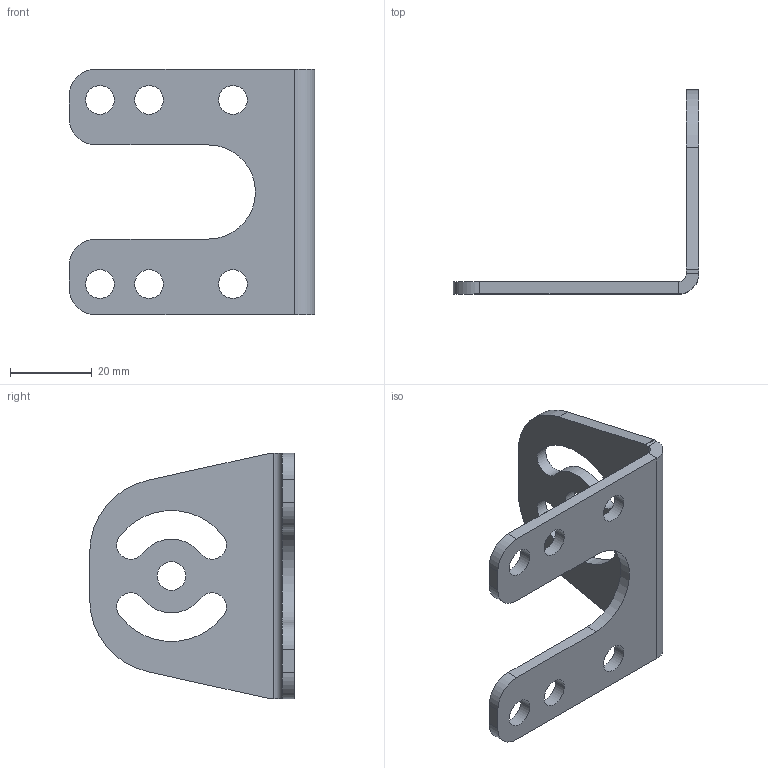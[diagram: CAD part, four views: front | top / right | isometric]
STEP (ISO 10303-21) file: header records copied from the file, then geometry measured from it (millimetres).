
FILE_DESCRIPTION((''),'2;1');
FILE_NAME('173684_ASM','2013-08-22T',('pdmadmin'),(''),'PRO/ENGINEER BY PARAMETRIC TECHNOLOGY CORPORATION, 2012300','PRO/ENGINEER BY PARAMETRIC TECHNOLOGY CORPORATION, 2012300','');
FILE_SCHEMA(('CONFIG_CONTROL_DESIGN'));
Length unit declared in the file: millimetre
Products named in the file (2): 170287; 173684_ASM
Assembly tree (1 placements, depth 2):
  173684_ASM
    170287
Bounding box: 60 x 50 x 60 mm (x, y, z)
Volume: 12376.1 mm3; surface area: 10251.5 mm2
Topology: 1 solids, 1 shells, 218 faces, 613 edges, 406 vertices
Faces by surface type: plane 185, cylinder 33
Entity records: 7042 total; most frequent: CARTESIAN_POINT 1240, ORIENTED_EDGE 1226, DIRECTION 1121, EDGE_CURVE 613, VECTOR 547, LINE 547, VERTEX_POINT 406, AXIS2_PLACEMENT_3D 287
